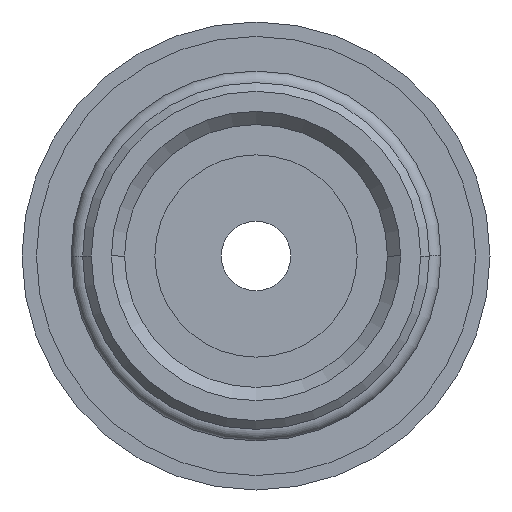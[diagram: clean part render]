
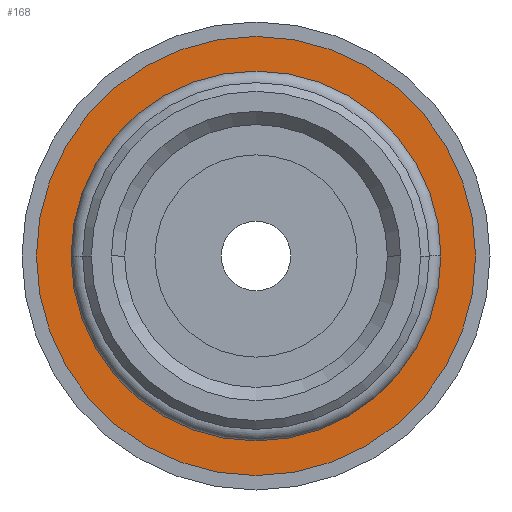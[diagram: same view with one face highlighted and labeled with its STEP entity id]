
A CAD part, front view. The second image highlights one B-rep face of the part: STEP entity #168.
In plain terms, the highlighted planar face has unit normal (0, -1, 0).
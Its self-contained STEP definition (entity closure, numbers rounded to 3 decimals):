
#168=ADVANCED_FACE('',(#384,#385),#386,.T.);
#384=FACE_OUTER_BOUND('',#653,.T.);
#385=FACE_BOUND('',#654,.T.);
#386=PLANE('',#655);
#653=EDGE_LOOP('',(#1063,#1064));
#654=EDGE_LOOP('',(#1065,#1066));
#655=AXIS2_PLACEMENT_3D('',#1067,#1068,#1069);
#1063=ORIENTED_EDGE('',*,*,#1617,.F.);
#1064=ORIENTED_EDGE('',*,*,#1618,.F.);
#1065=ORIENTED_EDGE('',*,*,#1523,.T.);
#1066=ORIENTED_EDGE('',*,*,#1619,.T.);
#1067=CARTESIAN_POINT('',(6.8,4.0,0.0));
#1068=DIRECTION('',(-0.0,-1.0,-0.0));
#1069=DIRECTION('',(-1.0,0.0,0.0));
#1523=EDGE_CURVE('',#1800,#1803,#1805,.T.);
#1617=EDGE_CURVE('',#1951,#1952,#1953,.T.);
#1618=EDGE_CURVE('',#1952,#1951,#1954,.T.);
#1619=EDGE_CURVE('',#1803,#1800,#1955,.T.);
#1800=VERTEX_POINT('',#2206);
#1803=VERTEX_POINT('',#2210);
#1805=CIRCLE('',#2213,6.0);
#1951=VERTEX_POINT('',#2479);
#1952=VERTEX_POINT('',#2480);
#1953=CIRCLE('',#2481,7.6);
#1954=CIRCLE('',#2482,7.6);
#1955=CIRCLE('',#2483,6.0);
#2206=CARTESIAN_POINT('',(6.0,4.0,0.0));
#2210=CARTESIAN_POINT('',(-6.0,4.0,0.));
#2213=AXIS2_PLACEMENT_3D('',#2813,#2814,#2815);
#2479=CARTESIAN_POINT('',(7.6,4.0,0.0));
#2480=CARTESIAN_POINT('',(-7.6,4.0,0.));
#2481=AXIS2_PLACEMENT_3D('',#2954,#2955,#2956);
#2482=AXIS2_PLACEMENT_3D('',#2957,#2958,#2959);
#2483=AXIS2_PLACEMENT_3D('',#2960,#2961,#2962);
#2813=CARTESIAN_POINT('',(0.0,4.0,0.0));
#2814=DIRECTION('',(-0.0,1.0,0.0));
#2815=DIRECTION('',(1.0,0.0,0.0));
#2954=CARTESIAN_POINT('',(0.0,4.0,0.0));
#2955=DIRECTION('',(-0.0,1.0,0.0));
#2956=DIRECTION('',(1.0,0.0,0.0));
#2957=CARTESIAN_POINT('',(0.0,4.0,0.0));
#2958=DIRECTION('',(-0.0,1.0,0.0));
#2959=DIRECTION('',(1.0,0.0,0.0));
#2960=CARTESIAN_POINT('',(0.0,4.0,0.0));
#2961=DIRECTION('',(-0.0,1.0,0.0));
#2962=DIRECTION('',(1.0,0.0,0.0));
